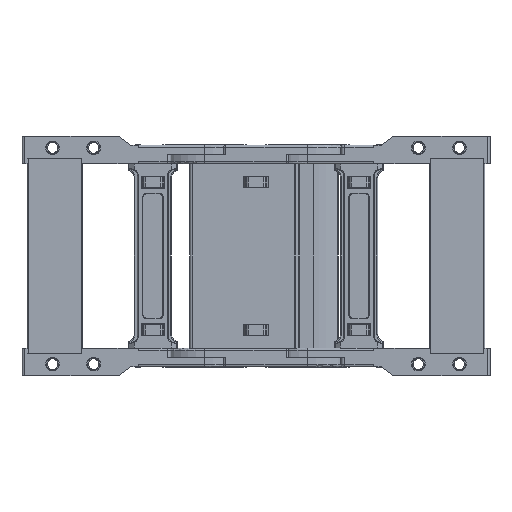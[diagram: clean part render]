
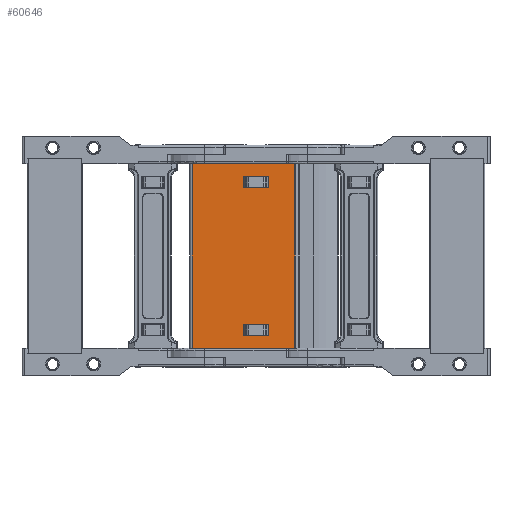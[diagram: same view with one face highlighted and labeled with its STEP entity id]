
A CAD part, front view. The second image highlights one B-rep face of the part: STEP entity #60646.
In plain terms, the highlighted planar face has unit normal (0, -1, 0).
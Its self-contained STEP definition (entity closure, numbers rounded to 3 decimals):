
#586 = VERTEX_POINT ( 'NONE', #141366 ) ;
#1813 = DIRECTION ( 'NONE',  ( 1., 0., 0. ) ) ;
#3438 = LINE ( 'NONE', #94007, #116890 ) ;
#4173 = CARTESIAN_POINT ( 'NONE',  ( -40.943, 70.399, 55.884 ) ) ;
#4716 = VECTOR ( 'NONE', #138726, 1000. ) ;
#4789 = DIRECTION ( 'NONE',  ( 0., 0., 1. ) ) ;
#5310 = VECTOR ( 'NONE', #131944, 1000. ) ;
#14517 = ORIENTED_EDGE ( 'NONE', *, *, #154589, .T. ) ;
#17044 = VERTEX_POINT ( 'NONE', #63821 ) ;
#18402 = VECTOR ( 'NONE', #118768, 1000. ) ;
#20211 = CARTESIAN_POINT ( 'NONE',  ( -40.943, 70.399, -19.116 ) ) ;
#23180 = ORIENTED_EDGE ( 'NONE', *, *, #113612, .F. ) ;
#26090 = ORIENTED_EDGE ( 'NONE', *, *, #80512, .T. ) ;
#26631 = CARTESIAN_POINT ( 'NONE',  ( -12.723, 70.399, -32.166 ) ) ;
#30343 = CARTESIAN_POINT ( 'NONE',  ( -40.943, 70.399, -25.416 ) ) ;
#30413 = CARTESIAN_POINT ( 'NONE',  ( -12.723, 70.399, 68.934 ) ) ;
#30444 = ORIENTED_EDGE ( 'NONE', *, *, #168979, .T. ) ;
#37031 = LINE ( 'NONE', #107796, #45920 ) ;
#40684 = ORIENTED_EDGE ( 'NONE', *, *, #101508, .F. ) ;
#41158 = LINE ( 'NONE', #76935, #169817 ) ;
#42163 = DIRECTION ( 'NONE',  ( 0., 0., -1. ) ) ;
#43302 = PLANE ( 'NONE',  #108601 ) ;
#45920 = VECTOR ( 'NONE', #163768, 1000. ) ;
#47312 = CARTESIAN_POINT ( 'NONE',  ( -40.943, 70.399, 55.884 ) ) ;
#51050 = EDGE_LOOP ( 'NONE', ( #65513, #116382, #89666, #131451 ) ) ;
#55319 = CARTESIAN_POINT ( 'NONE',  ( -68.923, 70.399, 90.053 ) ) ;
#57369 = CARTESIAN_POINT ( 'NONE',  ( -43.943, 70.399, 68.934 ) ) ;
#58152 = LINE ( 'NONE', #55319, #101820 ) ;
#59250 = EDGE_CURVE ( 'NONE', #93093, #17044, #97030, .T. ) ;
#60178 = DIRECTION ( 'NONE',  ( 1., 0., 0. ) ) ;
#60646 = ADVANCED_FACE ( 'NONE', ( #89974, #177247, #140209 ), #43302, .F. ) ;
#63821 = CARTESIAN_POINT ( 'NONE',  ( -68.923, 70.399, -32.166 ) ) ;
#65513 = ORIENTED_EDGE ( 'NONE', *, *, #150595, .F. ) ;
#69218 = CARTESIAN_POINT ( 'NONE',  ( -26.943, 70.399, 55.884 ) ) ;
#72824 = DIRECTION ( 'NONE',  ( -1., 0., 0. ) ) ;
#74197 = CARTESIAN_POINT ( 'NONE',  ( -40.943, 70.399, -25.416 ) ) ;
#74299 = VECTOR ( 'NONE', #1813, 1000. ) ;
#76935 = CARTESIAN_POINT ( 'NONE',  ( -26.943, 70.399, -19.116 ) ) ;
#78502 = EDGE_CURVE ( 'NONE', #116655, #144991, #85812, .T. ) ;
#79382 = VECTOR ( 'NONE', #60178, 1000. ) ;
#79536 = VERTEX_POINT ( 'NONE', #165818 ) ;
#80512 = EDGE_CURVE ( 'NONE', #79536, #80552, #179066, .T. ) ;
#80552 = VERTEX_POINT ( 'NONE', #123580 ) ;
#85812 = LINE ( 'NONE', #74197, #79382 ) ;
#88504 = EDGE_LOOP ( 'NONE', ( #14517, #110701, #30444, #26090 ) ) ;
#89666 = ORIENTED_EDGE ( 'NONE', *, *, #103549, .T. ) ;
#89974 = FACE_BOUND ( 'NONE', #108746, .T. ) ;
#90466 = LINE ( 'NONE', #47312, #18402 ) ;
#92614 = LINE ( 'NONE', #57369, #123321 ) ;
#93093 = VERTEX_POINT ( 'NONE', #26631 ) ;
#93322 = VECTOR ( 'NONE', #4789, 1000. ) ;
#93537 = EDGE_CURVE ( 'NONE', #139078, #107477, #92614, .T. ) ;
#94007 = CARTESIAN_POINT ( 'NONE',  ( -12.723, 70.399, 90.053 ) ) ;
#97030 = LINE ( 'NONE', #105092, #5310 ) ;
#100201 = EDGE_CURVE ( 'NONE', #142264, #116655, #37031, .T. ) ;
#101312 = DIRECTION ( 'NONE',  ( -1., 0., 0. ) ) ;
#101508 = EDGE_CURVE ( 'NONE', #149289, #142264, #106693, .T. ) ;
#101820 = VECTOR ( 'NONE', #177892, 1000. ) ;
#101827 = CARTESIAN_POINT ( 'NONE',  ( -68.923, 70.399, 68.934 ) ) ;
#102097 = CARTESIAN_POINT ( 'NONE',  ( -40.943, 70.399, -19.116 ) ) ;
#103549 = EDGE_CURVE ( 'NONE', #107477, #17044, #58152, .T. ) ;
#105092 = CARTESIAN_POINT ( 'NONE',  ( -43.943, 70.399, -32.166 ) ) ;
#106693 = LINE ( 'NONE', #102097, #161160 ) ;
#107477 = VERTEX_POINT ( 'NONE', #101827 ) ;
#107796 = CARTESIAN_POINT ( 'NONE',  ( -40.943, 70.399, -19.116 ) ) ;
#108601 = AXIS2_PLACEMENT_3D ( 'NONE', #154872, #167065, #42163 ) ;
#108746 = EDGE_LOOP ( 'NONE', ( #40684, #23180, #153229, #174260 ) ) ;
#110701 = ORIENTED_EDGE ( 'NONE', *, *, #142761, .T. ) ;
#113612 = EDGE_CURVE ( 'NONE', #144991, #149289, #41158, .T. ) ;
#116382 = ORIENTED_EDGE ( 'NONE', *, *, #93537, .T. ) ;
#116655 = VERTEX_POINT ( 'NONE', #30343 ) ;
#116890 = VECTOR ( 'NONE', #136075, 1000. ) ;
#117069 = CARTESIAN_POINT ( 'NONE',  ( -26.943, 70.399, -19.116 ) ) ;
#118768 = DIRECTION ( 'NONE',  ( -1., 0., 0. ) ) ;
#123321 = VECTOR ( 'NONE', #101312, 1000. ) ;
#123580 = CARTESIAN_POINT ( 'NONE',  ( -26.943, 70.399, 55.884 ) ) ;
#126288 = CARTESIAN_POINT ( 'NONE',  ( -40.943, 70.399, 62.184 ) ) ;
#131451 = ORIENTED_EDGE ( 'NONE', *, *, #59250, .F. ) ;
#131944 = DIRECTION ( 'NONE',  ( -1., 0., 0. ) ) ;
#132455 = DIRECTION ( 'NONE',  ( 0., 0., 1. ) ) ;
#136075 = DIRECTION ( 'NONE',  ( 0., 0., -1. ) ) ;
#138726 = DIRECTION ( 'NONE',  ( 0., 0., -1. ) ) ;
#139078 = VERTEX_POINT ( 'NONE', #30413 ) ;
#140209 = FACE_BOUND ( 'NONE', #88504, .T. ) ;
#140882 = CARTESIAN_POINT ( 'NONE',  ( -40.943, 70.399, 62.184 ) ) ;
#141366 = CARTESIAN_POINT ( 'NONE',  ( -40.943, 70.399, 55.884 ) ) ;
#142264 = VERTEX_POINT ( 'NONE', #20211 ) ;
#142761 = EDGE_CURVE ( 'NONE', #586, #177012, #178290, .T. ) ;
#144991 = VERTEX_POINT ( 'NONE', #165387 ) ;
#149289 = VERTEX_POINT ( 'NONE', #117069 ) ;
#150595 = EDGE_CURVE ( 'NONE', #139078, #93093, #3438, .T. ) ;
#153229 = ORIENTED_EDGE ( 'NONE', *, *, #78502, .F. ) ;
#154589 = EDGE_CURVE ( 'NONE', #80552, #586, #90466, .T. ) ;
#154872 = CARTESIAN_POINT ( 'NONE',  ( -43.943, 70.399, 8.434 ) ) ;
#161160 = VECTOR ( 'NONE', #72824, 1000. ) ;
#163768 = DIRECTION ( 'NONE',  ( 0., 0., -1. ) ) ;
#165387 = CARTESIAN_POINT ( 'NONE',  ( -26.943, 70.399, -25.416 ) ) ;
#165818 = CARTESIAN_POINT ( 'NONE',  ( -26.943, 70.399, 62.184 ) ) ;
#167065 = DIRECTION ( 'NONE',  ( 0., 1., 0. ) ) ;
#168979 = EDGE_CURVE ( 'NONE', #177012, #79536, #172397, .T. ) ;
#169817 = VECTOR ( 'NONE', #132455, 1000. ) ;
#172397 = LINE ( 'NONE', #126288, #74299 ) ;
#174260 = ORIENTED_EDGE ( 'NONE', *, *, #100201, .F. ) ;
#177012 = VERTEX_POINT ( 'NONE', #140882 ) ;
#177247 = FACE_OUTER_BOUND ( 'NONE', #51050, .T. ) ;
#177892 = DIRECTION ( 'NONE',  ( 0., 0., -1. ) ) ;
#178290 = LINE ( 'NONE', #4173, #93322 ) ;
#179066 = LINE ( 'NONE', #69218, #4716 ) ;
